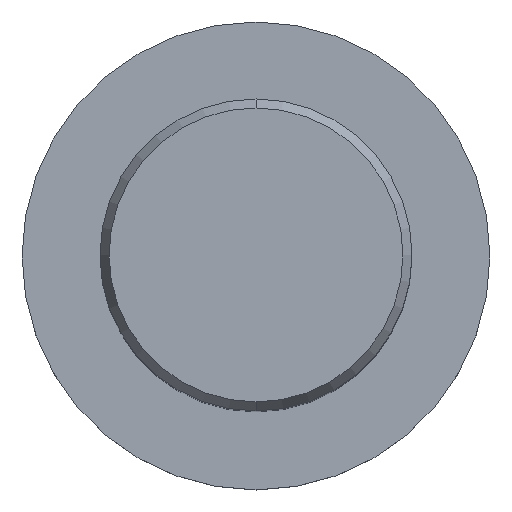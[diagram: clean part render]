
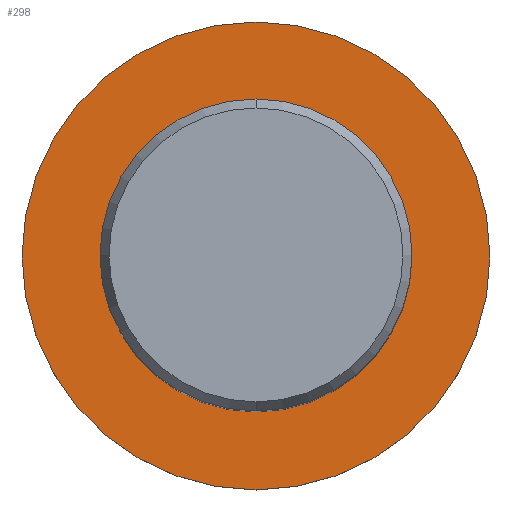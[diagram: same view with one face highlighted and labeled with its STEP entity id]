
A CAD part, top view. The second image highlights one B-rep face of the part: STEP entity #298.
In plain terms, the highlighted planar face has unit normal (0, 0, 1).
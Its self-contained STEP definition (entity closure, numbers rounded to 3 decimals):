
#274=VERTEX_POINT('',#616);
#298=ADVANCED_FACE('',(#642,#643),#644,.T.);
#350=VERTEX_POINT('',#701);
#384=EDGE_CURVE('',#440,#274,#737,.T.);
#440=VERTEX_POINT('',#800);
#466=VERTEX_POINT('',#830);
#480=EDGE_CURVE('',#466,#350,#844,.T.);
#484=EDGE_CURVE('',#274,#440,#848,.T.);
#492=EDGE_CURVE('',#350,#466,#856,.T.);
#616=CARTESIAN_POINT('',(0.0,16.0,-60.0));
#642=FACE_BOUND('',#1129,.T.);
#643=FACE_OUTER_BOUND('',#1130,.T.);
#644=PLANE('',#1131);
#701=CARTESIAN_POINT('',(0.0,24.0,-60.0));
#737=CIRCLE('',#1341,16.0);
#800=CARTESIAN_POINT('',(0.,-16.0,-60.0));
#830=CARTESIAN_POINT('',(0.,-24.0,-60.0));
#844=CIRCLE('',#1559,24.0);
#848=CIRCLE('',#1566,16.0);
#856=CIRCLE('',#1586,24.0);
#1129=EDGE_LOOP('',(#1737,#1738));
#1130=EDGE_LOOP('',(#1739,#1740));
#1131=AXIS2_PLACEMENT_3D('',#1741,#1742,#1743);
#1341=AXIS2_PLACEMENT_3D('',#1849,#1850,#1851);
#1559=AXIS2_PLACEMENT_3D('',#1984,#1985,#1986);
#1566=AXIS2_PLACEMENT_3D('',#1988,#1989,#1990);
#1586=AXIS2_PLACEMENT_3D('',#1994,#1995,#1996);
#1737=ORIENTED_EDGE('',*,*,#484,.T.);
#1738=ORIENTED_EDGE('',*,*,#384,.T.);
#1739=ORIENTED_EDGE('',*,*,#492,.F.);
#1740=ORIENTED_EDGE('',*,*,#480,.F.);
#1741=CARTESIAN_POINT('',(0.0,12.0,-60.0));
#1742=DIRECTION('',(-0.0,0.0,1.0));
#1743=DIRECTION('',(0.0,-1.0,0.0));
#1849=CARTESIAN_POINT('',(0.0,0.0,-60.0));
#1850=DIRECTION('',(-0.0,0.0,-1.0));
#1851=DIRECTION('',(0.0,1.0,0.0));
#1984=CARTESIAN_POINT('',(0.0,0.0,-60.0));
#1985=DIRECTION('',(0.0,0.0,-1.0));
#1986=DIRECTION('',(0.0,1.0,0.0));
#1988=CARTESIAN_POINT('',(0.0,0.0,-60.0));
#1989=DIRECTION('',(-0.0,0.0,-1.0));
#1990=DIRECTION('',(0.0,1.0,0.0));
#1994=CARTESIAN_POINT('',(0.0,0.0,-60.0));
#1995=DIRECTION('',(0.0,0.0,-1.0));
#1996=DIRECTION('',(0.0,1.0,0.0));
